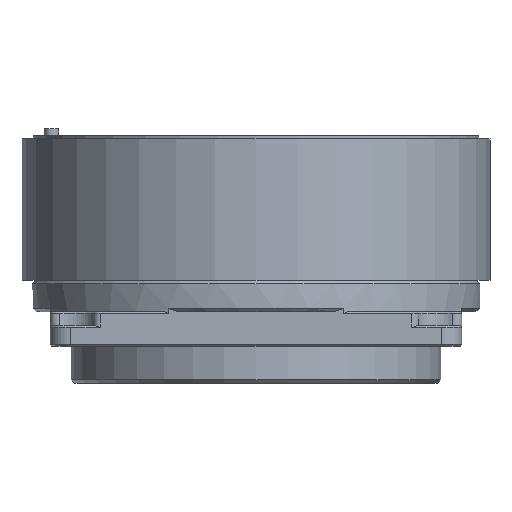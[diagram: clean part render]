
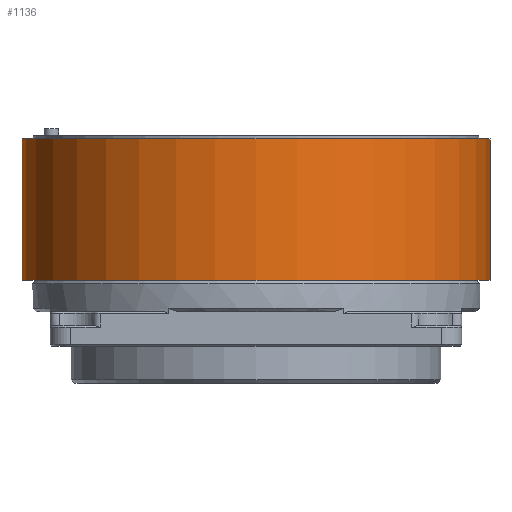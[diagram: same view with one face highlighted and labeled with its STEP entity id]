
A CAD part, front view. The second image highlights one B-rep face of the part: STEP entity #1136.
In plain terms, the highlighted cylindrical face has radius 34 mm (diameter 68 mm), a full revolution.
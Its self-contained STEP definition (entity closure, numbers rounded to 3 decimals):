
#435=CYLINDRICAL_SURFACE('',#4888,34.);
#1136=ADVANCED_FACE('',(#1587,#1588),#435,.T.);
#1587=FACE_BOUND('',#1796,.T.);
#1588=FACE_BOUND('',#1797,.T.);
#1796=EDGE_LOOP('',(#2240));
#1797=EDGE_LOOP('',(#2241));
#2240=ORIENTED_EDGE('',*,*,#3937,.T.);
#2241=ORIENTED_EDGE('',*,*,#3923,.T.);
#3499=VERTEX_POINT('',#7147);
#3513=VERTEX_POINT('',#7180);
#3923=EDGE_CURVE('',#3499,#3499,#4559,.T.);
#3937=EDGE_CURVE('',#3513,#3513,#4569,.T.);
#4559=CIRCLE('',#4872,34.);
#4569=CIRCLE('',#4887,34.);
#4872=AXIS2_PLACEMENT_3D('',#7146,#5547,#5548);
#4887=AXIS2_PLACEMENT_3D('',#7179,#5581,#5582);
#4888=AXIS2_PLACEMENT_3D('',#7181,#5583,#5584);
#5547=DIRECTION('',(0.,0.,1.));
#5548=DIRECTION('',(1.,0.,0.));
#5581=DIRECTION('',(0.,0.,-1.));
#5582=DIRECTION('',(-1.,0.,0.));
#5583=DIRECTION('',(0.,0.,-1.));
#5584=DIRECTION('',(-1.,0.,0.));
#7146=CARTESIAN_POINT('',(0.,0.,0.));
#7147=CARTESIAN_POINT('',(34.,0.,0.));
#7179=CARTESIAN_POINT('',(0.,0.,20.5));
#7180=CARTESIAN_POINT('',(-34.,0.,20.5));
#7181=CARTESIAN_POINT('',(0.,0.,21.));
